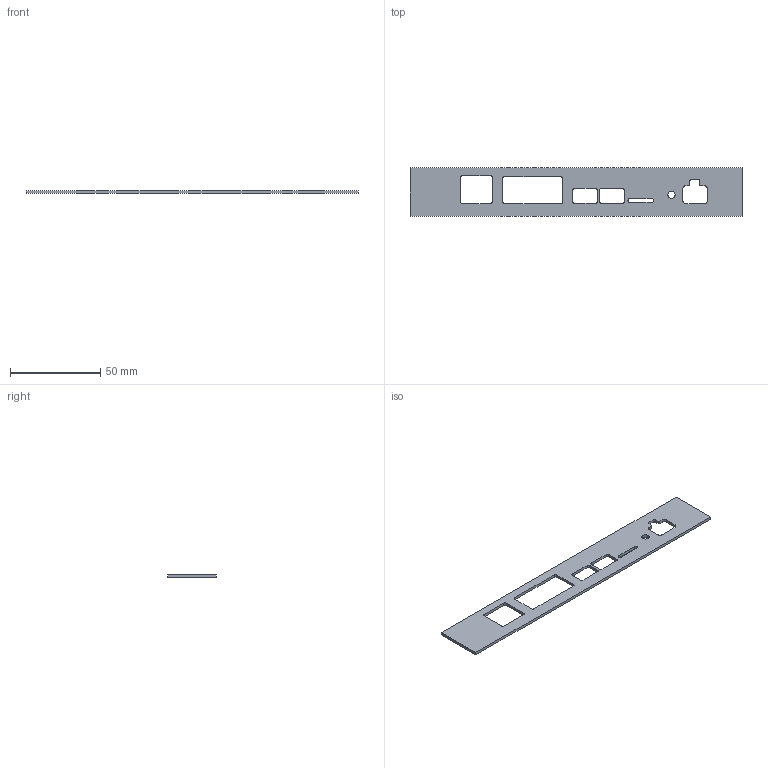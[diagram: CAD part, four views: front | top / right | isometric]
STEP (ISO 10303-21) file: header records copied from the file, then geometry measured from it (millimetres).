
FILE_DESCRIPTION(('Open CASCADE Model'),'2;1');
FILE_NAME('Open CASCADE Shape Model','2025-05-13T19:55:51',('Author'),( 'Open CASCADE'),'Open CASCADE STEP processor 7.5','Open CASCADE 7.5' ,'Unknown');
FILE_SCHEMA(('AUTOMOTIVE_DESIGN { 1 0 10303 214 1 1 1 1 }'));
Length unit declared in the file: millimetre
Products named in the file (1): Open CASCADE STEP translator 7.5 1
Bounding box: 183.73 x 27 x 1.59 mm (x, y, z)
Volume: 6008.3 mm3; surface area: 8766.5 mm2
Topology: 1 solids, 1 shells, 60 faces, 174 edges, 116 vertices
Faces by surface type: plane 32, cylinder 28
Full cylindrical faces by diameter (mm): 4 x1
Entity records: 2041 total; most frequent: DIRECTION 352, CARTESIAN_POINT 351, ORIENTED_EDGE 348, EDGE_CURVE 174, LINE 118, VECTOR 118, AXIS2_PLACEMENT_3D 117, VERTEX_POINT 116
